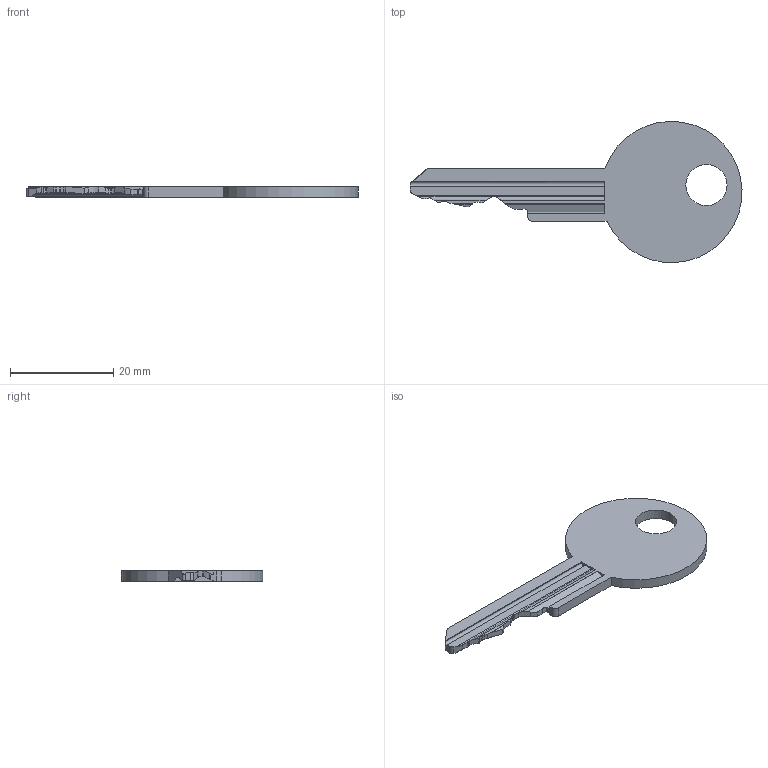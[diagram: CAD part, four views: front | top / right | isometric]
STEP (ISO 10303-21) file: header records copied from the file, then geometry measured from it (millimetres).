
FILE_DESCRIPTION(/* description */ (''),/* implementation_level */ '2;1');
FILE_NAME(/* name */ 'Lock key.step',/* time_stamp */ '2024-08-10T10:46:09+02:00',/* author */ (''),/* organization */ (''),/* preprocessor_version */ 'ST-DEVELOPER v20',/* originating_system */ 'Autodesk Translation Framework v13.14.0.145',/* authorisation */ '');
FILE_SCHEMA (('AUTOMOTIVE_DESIGN { 1 0 10303 214 3 1 1 }'));
Length unit declared in the file: millimetre
Products named in the file (1): Bicycle key
Bounding box: 64.33 x 27.35 x 2 mm (x, y, z)
Volume: 1517.5 mm3; surface area: 2096.3 mm2
Topology: 1 solids, 1 shells, 72 faces, 210 edges, 138 vertices
Faces by surface type: plane 41, cylinder 31
Full cylindrical faces by diameter (mm): 8 x1
Entity records: 2483 total; most frequent: CARTESIAN_POINT 511, ORIENTED_EDGE 420, DIRECTION 397, EDGE_CURVE 210, LINE 139, VECTOR 139, VERTEX_POINT 138, AXIS2_PLACEMENT_3D 129
